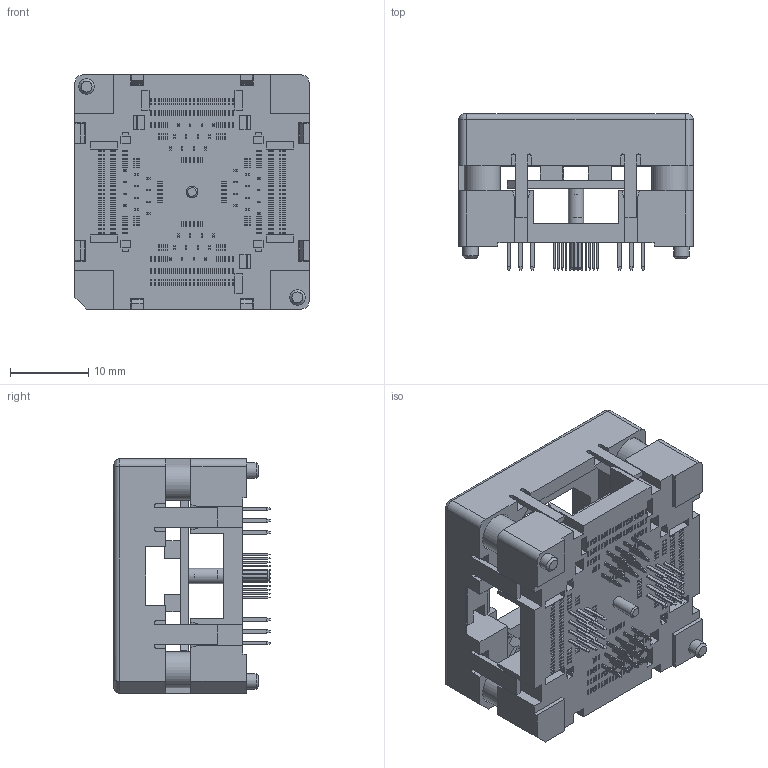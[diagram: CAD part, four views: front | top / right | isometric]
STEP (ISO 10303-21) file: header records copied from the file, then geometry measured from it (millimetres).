
FILE_DESCRIPTION(/* description */ (''),/* implementation_level */ '2;1');
FILE_NAME(/* name */ '248-5205-01_step.stp',/* time_stamp */ '2018-10-15T12:39:20-05:00',/* author */ (''),/* organization */ (''),/* preprocessor_version */ 'ST-DEVELOPER v16',/* originating_system */ 'SIEMENS PLM Software NX 11.0',/* authorisation */ '');
FILE_SCHEMA (('AUTOMOTIVE_DESIGN { 1 0 10303 214 3 1 1 1 }'));
Products named in the file (1): 78-5110-6385-7
Bounding box: 30 x 20 x 30 mm (x, y, z)
Volume: 6978.3 mm3; surface area: 7968.3 mm2
Topology: 1 solids, 2 shells, 4036 faces, 10264 edges, 6731 vertices
Faces by surface type: plane 3776, cylinder 215, extrusion 28, cone 14, bspline 3
Full cylindrical faces by diameter (mm): 0.6 x4, 1.2 x8, 1.5 x2, 1.7 x1, 1.72 x1, 1.95 x1, 2 x3, 4.65 x4, 5 x8
Entity records: 121541 total; most frequent: CARTESIAN_POINT 24535, ORIENTED_EDGE 20398, DIRECTION 18224, EDGE_CURVE 10199, VECTOR 9486, LINE 9458, VERTEX_POINT 6714, EDGE_LOOP 4643
